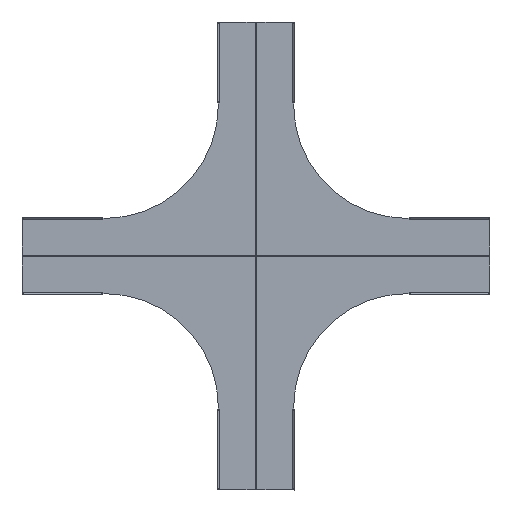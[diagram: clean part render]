
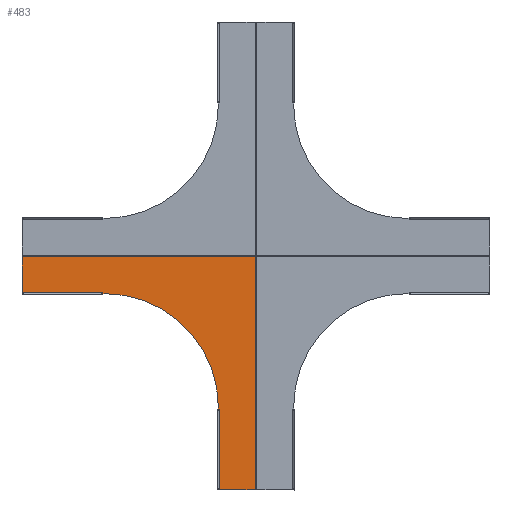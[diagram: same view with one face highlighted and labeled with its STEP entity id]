
A CAD part, top view. The second image highlights one B-rep face of the part: STEP entity #483.
In plain terms, the highlighted face is planar.
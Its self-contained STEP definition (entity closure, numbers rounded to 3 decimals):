
#15 = EDGE_CURVE ( 'NONE', #1525, #977, #2373, .T. ) ;
#18 = ORIENTED_EDGE ( 'NONE', *, *, #1910, .F. ) ;
#22 = ORIENTED_EDGE ( 'NONE', *, *, #2017, .F. ) ;
#29 = ORIENTED_EDGE ( 'NONE', *, *, #790, .F. ) ;
#49 = DIRECTION ( 'NONE',  ( -1., 0., 0. ) ) ;
#57 = CARTESIAN_POINT ( 'NONE',  ( -2.2, -1.2, -617. ) ) ;
#70 = EDGE_CURVE ( 'NONE', #1012, #1753, #2648, .T. ) ;
#89 = ORIENTED_EDGE ( 'NONE', *, *, #70, .F. ) ;
#94 = LINE ( 'NONE', #2403, #707 ) ;
#135 = CARTESIAN_POINT ( 'NONE',  ( -99., -1.2, -617. ) ) ;
#194 = VERTEX_POINT ( 'NONE', #1708 ) ;
#201 = EDGE_CURVE ( 'NONE', #1929, #2593, #2510, .T. ) ;
#211 = DIRECTION ( 'NONE',  ( 0., 0., -1. ) ) ;
#222 = CARTESIAN_POINT ( 'NONE',  ( -400., -1.2, -99. ) ) ;
#237 = LINE ( 'NONE', #2317, #1440 ) ;
#239 = EDGE_CURVE ( 'NONE', #1193, #1264, #1282, .T. ) ;
#253 = DIRECTION ( 'NONE',  ( 0., 0., -1. ) ) ;
#262 = VERTEX_POINT ( 'NONE', #222 ) ;
#265 = ORIENTED_EDGE ( 'NONE', *, *, #306, .F. ) ;
#270 = VECTOR ( 'NONE', #1402, 1000. ) ;
#306 = EDGE_CURVE ( 'NONE', #977, #2421, #1411, .T. ) ;
#307 = VECTOR ( 'NONE', #1609, 1000. ) ;
#391 = ORIENTED_EDGE ( 'NONE', *, *, #709, .F. ) ;
#393 = CARTESIAN_POINT ( 'NONE',  ( -400., -1.2, -99. ) ) ;
#464 = CARTESIAN_POINT ( 'NONE',  ( -1.391, -1.2, -1.615 ) ) ;
#475 = ORIENTED_EDGE ( 'NONE', *, *, #1578, .T. ) ;
#478 = EDGE_CURVE ( 'NONE', #2682, #1793, #537, .T. ) ;
#483 = ADVANCED_FACE ( 'NONE', ( #2339 ), #2442, .T. ) ;
#488 = CARTESIAN_POINT ( 'NONE',  ( -2.2, -1.2, -2.2 ) ) ;
#490 = DIRECTION ( 'NONE',  ( 0., 0., 1. ) ) ;
#499 = AXIS2_PLACEMENT_3D ( 'NONE', #2480, #2508, #1424 ) ;
#506 = CARTESIAN_POINT ( 'NONE',  ( -100., -1.2, -617. ) ) ;
#509 = CARTESIAN_POINT ( 'NONE',  ( -617., -1.2, -100. ) ) ;
#536 = VECTOR ( 'NONE', #49, 1000. ) ;
#537 = LINE ( 'NONE', #736, #307 ) ;
#575 = CARTESIAN_POINT ( 'NONE',  ( -405., -1.2, -100. ) ) ;
#604 = DIRECTION ( 'NONE',  ( 0., -1., 0. ) ) ;
#644 = CARTESIAN_POINT ( 'NONE',  ( -1.701, -1.2, -1.577 ) ) ;
#658 = EDGE_CURVE ( 'NONE', #919, #262, #1512, .T. ) ;
#705 = VECTOR ( 'NONE', #490, 1000. ) ;
#707 = VECTOR ( 'NONE', #2627, 1000. ) ;
#709 = EDGE_CURVE ( 'NONE', #262, #1193, #1610, .T. ) ;
#736 = CARTESIAN_POINT ( 'NONE',  ( -100., -1.2, 400. ) ) ;
#790 = EDGE_CURVE ( 'NONE', #1753, #2682, #1882, .T. ) ;
#795 = AXIS2_PLACEMENT_3D ( 'NONE', #838, #604, #1283 ) ;
#838 = CARTESIAN_POINT ( 'NONE',  ( -400., -1.2, -400. ) ) ;
#859 = CARTESIAN_POINT ( 'NONE',  ( -1.555, -1.2, -1.2 ) ) ;
#913 = ORIENTED_EDGE ( 'NONE', *, *, #478, .F. ) ;
#919 = VERTEX_POINT ( 'NONE', #2216 ) ;
#927 = CARTESIAN_POINT ( 'NONE',  ( -2.057, -1.2, -2.058 ) ) ;
#931 = DIRECTION ( 'NONE',  ( -1., 0., 0. ) ) ;
#969 = CARTESIAN_POINT ( 'NONE',  ( -2.2, -1.2, -617. ) ) ;
#977 = VERTEX_POINT ( 'NONE', #1137 ) ;
#1012 = VERTEX_POINT ( 'NONE', #57 ) ;
#1041 = CARTESIAN_POINT ( 'NONE',  ( -99., -1.2, -617. ) ) ;
#1075 = EDGE_CURVE ( 'NONE', #2593, #2421, #1544, .T. ) ;
#1089 = CARTESIAN_POINT ( 'NONE',  ( -2.058, -1.2, -2.057 ) ) ;
#1100 = CARTESIAN_POINT ( 'NONE',  ( -2.2, -1.2, -2.2 ) ) ;
#1115 = EDGE_CURVE ( 'NONE', #1012, #194, #2180, .T. ) ;
#1124 = CARTESIAN_POINT ( 'NONE',  ( -1.577, -1.2, -1.701 ) ) ;
#1137 = CARTESIAN_POINT ( 'NONE',  ( -617., -1.2, -2.2 ) ) ;
#1138 = CARTESIAN_POINT ( 'NONE',  ( -1.909, -1.2, -1.924 ) ) ;
#1142 = CARTESIAN_POINT ( 'NONE',  ( -99., -1.2, -405. ) ) ;
#1163 = LINE ( 'NONE', #2372, #2106 ) ;
#1193 = VERTEX_POINT ( 'NONE', #2765 ) ;
#1227 = B_SPLINE_CURVE_WITH_KNOTS ( 'NONE', 3,
 ( #488, #927, #1138, #1124, #464, #2183 ),
 .UNSPECIFIED., .F., .F.,
 ( 4, 2, 4 ),
 ( 0.001, 0.002, 0.002 ),
 .UNSPECIFIED. ) ;
#1257 = VERTEX_POINT ( 'NONE', #2673 ) ;
#1264 = VERTEX_POINT ( 'NONE', #575 ) ;
#1282 = LINE ( 'NONE', #1529, #2582 ) ;
#1283 = DIRECTION ( 'NONE',  ( 0., 0., 1. ) ) ;
#1303 = CARTESIAN_POINT ( 'NONE',  ( -2.2, -1.2, -2.2 ) ) ;
#1330 = EDGE_CURVE ( 'NONE', #194, #1257, #1444, .T. ) ;
#1397 = DIRECTION ( 'NONE',  ( -1., 0., 0. ) ) ;
#1402 = DIRECTION ( 'NONE',  ( 0., 0., 1. ) ) ;
#1411 = LINE ( 'NONE', #1998, #705 ) ;
#1424 = DIRECTION ( 'NONE',  ( 0., 0., -1. ) ) ;
#1428 = ORIENTED_EDGE ( 'NONE', *, *, #2535, .T. ) ;
#1440 = VECTOR ( 'NONE', #2531, 1000. ) ;
#1444 = LINE ( 'NONE', #2466, #270 ) ;
#1463 = DIRECTION ( 'NONE',  ( -1., 0., 0. ) ) ;
#1512 = CIRCLE ( 'NONE', #795, 301. ) ;
#1524 = CARTESIAN_POINT ( 'NONE',  ( -400., -1.2, -617. ) ) ;
#1525 = VERTEX_POINT ( 'NONE', #2104 ) ;
#1529 = CARTESIAN_POINT ( 'NONE',  ( -405., -1.2, 400. ) ) ;
#1544 = LINE ( 'NONE', #2447, #2280 ) ;
#1552 = ORIENTED_EDGE ( 'NONE', *, *, #15, .F. ) ;
#1578 = EDGE_CURVE ( 'NONE', #1664, #1793, #2576, .T. ) ;
#1609 = DIRECTION ( 'NONE',  ( 0., 0., 1. ) ) ;
#1610 = LINE ( 'NONE', #393, #2310 ) ;
#1664 = VERTEX_POINT ( 'NONE', #1142 ) ;
#1690 = DIRECTION ( 'NONE',  ( -1., 0., 0. ) ) ;
#1694 = CARTESIAN_POINT ( 'NONE',  ( -617., -1.2, -1.2 ) ) ;
#1708 = CARTESIAN_POINT ( 'NONE',  ( -1.2, -1.2, -617. ) ) ;
#1735 = ORIENTED_EDGE ( 'NONE', *, *, #658, .F. ) ;
#1749 = ORIENTED_EDGE ( 'NONE', *, *, #1075, .T. ) ;
#1753 = VERTEX_POINT ( 'NONE', #135 ) ;
#1793 = VERTEX_POINT ( 'NONE', #1887 ) ;
#1854 = ORIENTED_EDGE ( 'NONE', *, *, #201, .T. ) ;
#1868 = DIRECTION ( 'NONE',  ( 0., 0., 1. ) ) ;
#1882 = LINE ( 'NONE', #1524, #536 ) ;
#1887 = CARTESIAN_POINT ( 'NONE',  ( -100., -1.2, -405. ) ) ;
#1910 = EDGE_CURVE ( 'NONE', #1664, #919, #237, .T. ) ;
#1929 = VERTEX_POINT ( 'NONE', #1303 ) ;
#1945 = VECTOR ( 'NONE', #1690, 1000. ) ;
#1998 = CARTESIAN_POINT ( 'NONE',  ( -617., -1.2, 400. ) ) ;
#2017 = EDGE_CURVE ( 'NONE', #1929, #1257, #1227, .T. ) ;
#2061 = CARTESIAN_POINT ( 'NONE',  ( -617., -1.2, -99. ) ) ;
#2065 = EDGE_LOOP ( 'NONE', ( #89, #2384, #2458, #22, #1854, #1749, #265, #1552, #1428, #2299, #2100, #391, #1735, #18, #475, #913, #29 ) ) ;
#2100 = ORIENTED_EDGE ( 'NONE', *, *, #239, .F. ) ;
#2104 = CARTESIAN_POINT ( 'NONE',  ( -617., -1.2, -99. ) ) ;
#2106 = VECTOR ( 'NONE', #253, 1000. ) ;
#2111 = EDGE_CURVE ( 'NONE', #1264, #2168, #94, .T. ) ;
#2168 = VERTEX_POINT ( 'NONE', #509 ) ;
#2180 = LINE ( 'NONE', #969, #2612 ) ;
#2183 = CARTESIAN_POINT ( 'NONE',  ( -1.2, -1.2, -1.555 ) ) ;
#2213 = CARTESIAN_POINT ( 'NONE',  ( -99., -1.2, -405. ) ) ;
#2216 = CARTESIAN_POINT ( 'NONE',  ( -99., -1.2, -400. ) ) ;
#2280 = VECTOR ( 'NONE', #1397, 1000. ) ;
#2299 = ORIENTED_EDGE ( 'NONE', *, *, #2111, .F. ) ;
#2310 = VECTOR ( 'NONE', #1463, 1000. ) ;
#2311 = VECTOR ( 'NONE', #1868, 1000. ) ;
#2317 = CARTESIAN_POINT ( 'NONE',  ( -99., -1.2, -400. ) ) ;
#2339 = FACE_OUTER_BOUND ( 'NONE', #2065, .T. ) ;
#2364 = CARTESIAN_POINT ( 'NONE',  ( -1.555, -1.2, -1.2 ) ) ;
#2372 = CARTESIAN_POINT ( 'NONE',  ( -617., -1.2, -99. ) ) ;
#2373 = LINE ( 'NONE', #2061, #2311 ) ;
#2384 = ORIENTED_EDGE ( 'NONE', *, *, #1115, .T. ) ;
#2403 = CARTESIAN_POINT ( 'NONE',  ( -400., -1.2, -100. ) ) ;
#2421 = VERTEX_POINT ( 'NONE', #1694 ) ;
#2437 = VECTOR ( 'NONE', #931, 1000. ) ;
#2442 = PLANE ( 'NONE',  #499 ) ;
#2447 = CARTESIAN_POINT ( 'NONE',  ( 0., -1.2, -1.2 ) ) ;
#2456 = DIRECTION ( 'NONE',  ( 1., 0., 0. ) ) ;
#2458 = ORIENTED_EDGE ( 'NONE', *, *, #1330, .T. ) ;
#2466 = CARTESIAN_POINT ( 'NONE',  ( -1.2, -1.2, 0. ) ) ;
#2480 = CARTESIAN_POINT ( 'NONE',  ( -400., -1.2, 400. ) ) ;
#2508 = DIRECTION ( 'NONE',  ( 0., -1., 0. ) ) ;
#2510 = B_SPLINE_CURVE_WITH_KNOTS ( 'NONE', 3,
 ( #1100, #1089, #2589, #644, #2573, #859 ),
 .UNSPECIFIED., .F., .F.,
 ( 4, 2, 4 ),
 ( 0.001, 0.002, 0.002 ),
 .UNSPECIFIED. ) ;
#2531 = DIRECTION ( 'NONE',  ( 0., 0., 1. ) ) ;
#2535 = EDGE_CURVE ( 'NONE', #1525, #2168, #1163, .T. ) ;
#2573 = CARTESIAN_POINT ( 'NONE',  ( -1.615, -1.2, -1.391 ) ) ;
#2576 = LINE ( 'NONE', #2213, #2437 ) ;
#2582 = VECTOR ( 'NONE', #211, 1000. ) ;
#2589 = CARTESIAN_POINT ( 'NONE',  ( -1.924, -1.2, -1.909 ) ) ;
#2593 = VERTEX_POINT ( 'NONE', #2364 ) ;
#2612 = VECTOR ( 'NONE', #2456, 1000. ) ;
#2627 = DIRECTION ( 'NONE',  ( -1., 0., 0. ) ) ;
#2648 = LINE ( 'NONE', #1041, #1945 ) ;
#2673 = CARTESIAN_POINT ( 'NONE',  ( -1.2, -1.2, -1.555 ) ) ;
#2682 = VERTEX_POINT ( 'NONE', #506 ) ;
#2765 = CARTESIAN_POINT ( 'NONE',  ( -405., -1.2, -99. ) ) ;
